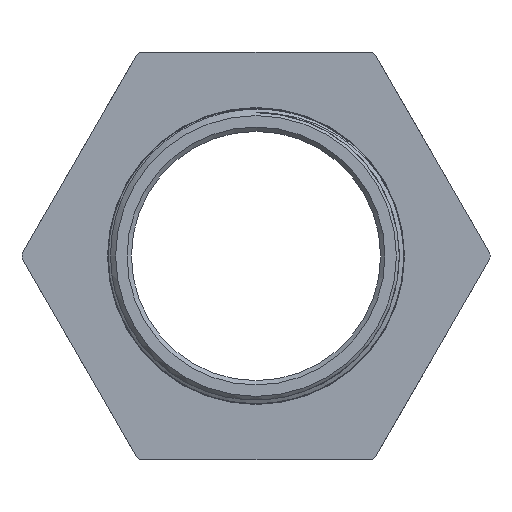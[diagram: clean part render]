
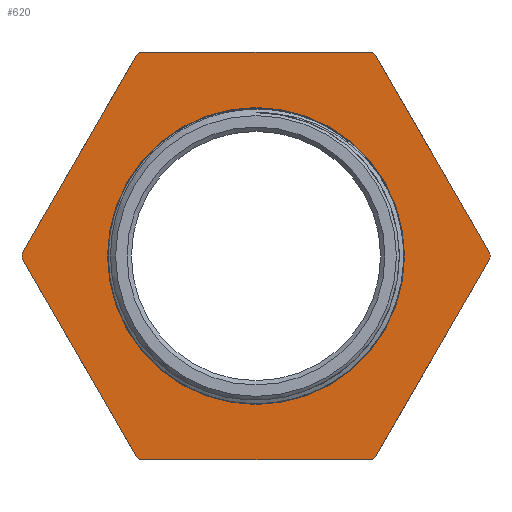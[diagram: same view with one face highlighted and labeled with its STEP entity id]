
A CAD part, left-side view. The second image highlights one B-rep face of the part: STEP entity #620.
In plain terms, the highlighted planar face has unit normal (-1, 0, 0).
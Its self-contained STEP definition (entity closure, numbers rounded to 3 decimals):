
#27=LINE('',#5741,#45);
#31=LINE('',#5766,#49);
#34=LINE('',#5781,#52);
#37=LINE('',#5796,#55);
#40=LINE('',#5811,#58);
#43=LINE('',#5826,#61);
#45=VECTOR('',#754,10.);
#49=VECTOR('',#760,10.);
#52=VECTOR('',#765,10.);
#55=VECTOR('',#770,10.);
#58=VECTOR('',#775,10.);
#61=VECTOR('',#780,10.);
#70=PLANE('',#690);
#96=FACE_BOUND('',#179,.T.);
#135=FACE_OUTER_BOUND('',#178,.T.);
#178=EDGE_LOOP('',(#530,#531,#532,#533,#534,#535,#536,#537,#538,#539,#540,
#541));
#179=EDGE_LOOP('',(#542));
#240=CIRCLE('',#681,40.19);
#241=CIRCLE('',#683,40.19);
#242=CIRCLE('',#685,40.19);
#243=CIRCLE('',#687,40.19);
#244=CIRCLE('',#689,40.19);
#245=CIRCLE('',#691,40.19);
#246=CIRCLE('',#692,25.5);
#276=VERTEX_POINT('',#5739);
#277=VERTEX_POINT('',#5740);
#284=VERTEX_POINT('',#5763);
#285=VERTEX_POINT('',#5765);
#289=VERTEX_POINT('',#5778);
#290=VERTEX_POINT('',#5780);
#294=VERTEX_POINT('',#5793);
#295=VERTEX_POINT('',#5795);
#299=VERTEX_POINT('',#5808);
#300=VERTEX_POINT('',#5810);
#304=VERTEX_POINT('',#5823);
#305=VERTEX_POINT('',#5825);
#306=VERTEX_POINT('',#5855);
#346=EDGE_CURVE('',#276,#277,#27,.T.);
#354=EDGE_CURVE('',#285,#284,#31,.T.);
#359=EDGE_CURVE('',#290,#289,#34,.T.);
#364=EDGE_CURVE('',#295,#294,#37,.T.);
#369=EDGE_CURVE('',#300,#299,#40,.T.);
#374=EDGE_CURVE('',#305,#304,#43,.T.);
#386=EDGE_CURVE('',#305,#294,#240,.T.);
#387=EDGE_CURVE('',#295,#289,#241,.T.);
#388=EDGE_CURVE('',#290,#277,#242,.T.);
#389=EDGE_CURVE('',#300,#284,#243,.T.);
#390=EDGE_CURVE('',#285,#304,#244,.T.);
#391=EDGE_CURVE('',#276,#299,#245,.T.);
#392=EDGE_CURVE('',#306,#306,#246,.T.);
#530=ORIENTED_EDGE('',*,*,#346,.T.);
#531=ORIENTED_EDGE('',*,*,#388,.F.);
#532=ORIENTED_EDGE('',*,*,#359,.T.);
#533=ORIENTED_EDGE('',*,*,#387,.F.);
#534=ORIENTED_EDGE('',*,*,#364,.T.);
#535=ORIENTED_EDGE('',*,*,#386,.F.);
#536=ORIENTED_EDGE('',*,*,#374,.T.);
#537=ORIENTED_EDGE('',*,*,#390,.F.);
#538=ORIENTED_EDGE('',*,*,#354,.T.);
#539=ORIENTED_EDGE('',*,*,#389,.F.);
#540=ORIENTED_EDGE('',*,*,#369,.T.);
#541=ORIENTED_EDGE('',*,*,#391,.F.);
#542=ORIENTED_EDGE('',*,*,#392,.T.);
#620=ADVANCED_FACE('',(#135,#96),#70,.T.);
#681=AXIS2_PLACEMENT_3D('',#5844,#814,#815);
#683=AXIS2_PLACEMENT_3D('',#5846,#818,#819);
#685=AXIS2_PLACEMENT_3D('',#5848,#822,#823);
#687=AXIS2_PLACEMENT_3D('',#5850,#826,#827);
#689=AXIS2_PLACEMENT_3D('',#5852,#830,#831);
#690=AXIS2_PLACEMENT_3D('',#5853,#832,#833);
#691=AXIS2_PLACEMENT_3D('',#5854,#834,#835);
#692=AXIS2_PLACEMENT_3D('',#5856,#836,#837);
#754=DIRECTION('',(0.,0.5,-0.866));
#760=DIRECTION('',(0.,0.5,0.866));
#765=DIRECTION('',(0.,-0.5,-0.866));
#770=DIRECTION('',(0.,-1.,0.));
#775=DIRECTION('',(0.,1.,0.));
#780=DIRECTION('',(0.,-0.5,0.866));
#814=DIRECTION('center_axis',(1.,0.,0.));
#815=DIRECTION('ref_axis',(0.,0.,-1.));
#818=DIRECTION('center_axis',(1.,0.,0.));
#819=DIRECTION('ref_axis',(0.,0.,-1.));
#822=DIRECTION('center_axis',(1.,0.,0.));
#823=DIRECTION('ref_axis',(0.,0.,-1.));
#826=DIRECTION('center_axis',(1.,0.,0.));
#827=DIRECTION('ref_axis',(0.,0.,-1.));
#830=DIRECTION('center_axis',(1.,0.,0.));
#831=DIRECTION('ref_axis',(0.,0.,-1.));
#832=DIRECTION('center_axis',(-1.,0.,0.));
#833=DIRECTION('ref_axis',(0.,0.,1.));
#834=DIRECTION('center_axis',(1.,0.,0.));
#835=DIRECTION('ref_axis',(0.,0.,-1.));
#836=DIRECTION('center_axis',(1.,0.,0.));
#837=DIRECTION('ref_axis',(0.,0.,-1.));
#5739=CARTESIAN_POINT('',(-29.,20.434,34.608));
#5740=CARTESIAN_POINT('',(-29.,40.188,0.392));
#5741=CARTESIAN_POINT('',(-29.,40.273,0.245));
#5763=CARTESIAN_POINT('',(-29.,-20.434,34.608));
#5765=CARTESIAN_POINT('',(-29.,-40.188,0.392));
#5766=CARTESIAN_POINT('',(-29.,-20.349,34.755));
#5778=CARTESIAN_POINT('',(-29.,20.434,-34.608));
#5780=CARTESIAN_POINT('',(-29.,40.188,-0.392));
#5781=CARTESIAN_POINT('',(-29.,30.396,-17.353));
#5793=CARTESIAN_POINT('',(-29.,-19.754,-35.));
#5795=CARTESIAN_POINT('',(-29.,19.754,-35.));
#5796=CARTESIAN_POINT('',(-29.,10.218,-35.));
#5808=CARTESIAN_POINT('',(-29.,19.754,35.));
#5810=CARTESIAN_POINT('',(-29.,-19.754,35.));
#5811=CARTESIAN_POINT('',(-29.,29.972,35.));
#5823=CARTESIAN_POINT('',(-29.,-40.188,-0.392));
#5825=CARTESIAN_POINT('',(-29.,-20.434,-34.608));
#5826=CARTESIAN_POINT('',(-29.,-30.226,-17.647));
#5844=CARTESIAN_POINT('Origin',(-29.,0.,0.));
#5846=CARTESIAN_POINT('Origin',(-29.,0.,0.));
#5848=CARTESIAN_POINT('Origin',(-29.,0.,0.));
#5850=CARTESIAN_POINT('Origin',(-29.,0.,0.));
#5852=CARTESIAN_POINT('Origin',(-29.,0.,0.));
#5853=CARTESIAN_POINT('Origin',(-29.,40.19,0.));
#5854=CARTESIAN_POINT('Origin',(-29.,0.,0.));
#5855=CARTESIAN_POINT('',(-29.,25.5,0.));
#5856=CARTESIAN_POINT('Origin',(-29.,0.,0.));
